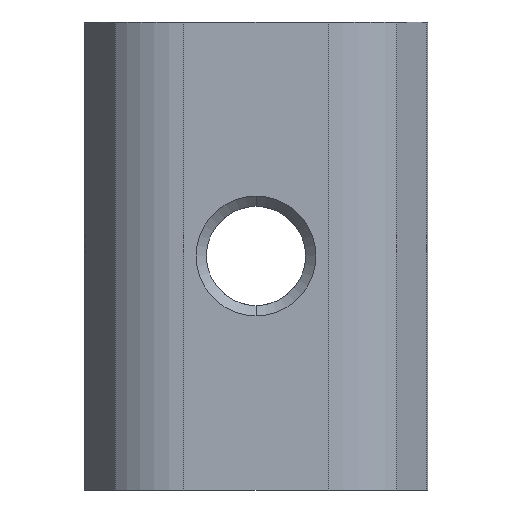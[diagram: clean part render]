
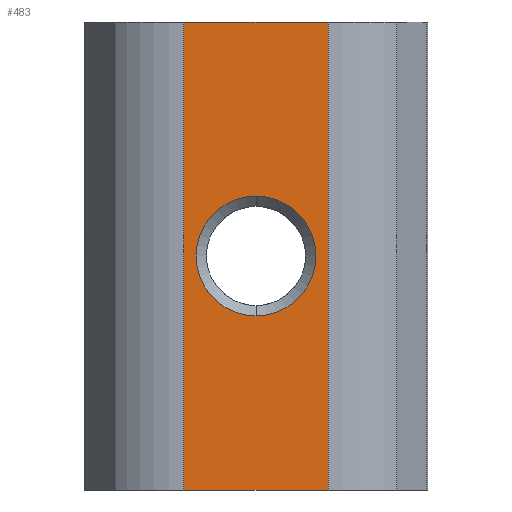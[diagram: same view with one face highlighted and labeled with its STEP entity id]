
A CAD part, front view. The second image highlights one B-rep face of the part: STEP entity #483.
In plain terms, the highlighted planar face has unit normal (0, -1, 0).
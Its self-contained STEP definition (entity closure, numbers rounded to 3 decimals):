
#4 = EDGE_CURVE ( 'NONE', #887, #290, #547, .T. ) ;
#35 = ORIENTED_EDGE ( 'NONE', *, *, #117, .F. ) ;
#59 = DIRECTION ( 'NONE',  ( 0., 0., 1. ) ) ;
#71 = FACE_BOUND ( 'NONE', #94, .T. ) ;
#72 = EDGE_CURVE ( 'NONE', #398, #759, #416, .T. ) ;
#84 = EDGE_CURVE ( 'NONE', #290, #812, #874, .T. ) ;
#87 = EDGE_CURVE ( 'NONE', #1101, #812, #1114, .T. ) ;
#94 = EDGE_LOOP ( 'NONE', ( #1048, #342 ) ) ;
#97 = DIRECTION ( 'NONE',  ( 0., 0., -1. ) ) ;
#117 = EDGE_CURVE ( 'NONE', #887, #1101, #1063, .T. ) ;
#143 = PLANE ( 'NONE',  #579 ) ;
#158 = VECTOR ( 'NONE', #458, 1000. ) ;
#215 = EDGE_CURVE ( 'NONE', #759, #398, #263, .T. ) ;
#238 = DIRECTION ( 'NONE',  ( -1., 0., 0. ) ) ;
#263 = CIRCLE ( 'NONE', #1096, 2.436 ) ;
#290 = VERTEX_POINT ( 'NONE', #553 ) ;
#316 = VECTOR ( 'NONE', #649, 1000. ) ;
#325 = CARTESIAN_POINT ( 'NONE',  ( 2.95, -5.2, -9.525 ) ) ;
#333 = VECTOR ( 'NONE', #661, 1000. ) ;
#342 = ORIENTED_EDGE ( 'NONE', *, *, #72, .T. ) ;
#364 = CARTESIAN_POINT ( 'NONE',  ( -2.95, -5.2, 9.525 ) ) ;
#398 = VERTEX_POINT ( 'NONE', #768 ) ;
#416 = CIRCLE ( 'NONE', #944, 2.436 ) ;
#458 = DIRECTION ( 'NONE',  ( 1., 0., 0. ) ) ;
#473 = DIRECTION ( 'NONE',  ( 0., 0., 1. ) ) ;
#483 = ADVANCED_FACE ( 'NONE', ( #71, #1029 ), #143, .F. ) ;
#522 = ORIENTED_EDGE ( 'NONE', *, *, #87, .F. ) ;
#531 = ORIENTED_EDGE ( 'NONE', *, *, #4, .T. ) ;
#547 = LINE ( 'NONE', #364, #316 ) ;
#553 = CARTESIAN_POINT ( 'NONE',  ( -2.95, -5.2, -9.525 ) ) ;
#557 = DIRECTION ( 'NONE',  ( 0., 1., 0. ) ) ;
#579 = AXIS2_PLACEMENT_3D ( 'NONE', #681, #774, #238 ) ;
#643 = CARTESIAN_POINT ( 'NONE',  ( 2.95, -5.2, 9.525 ) ) ;
#649 = DIRECTION ( 'NONE',  ( 0., 0., -1. ) ) ;
#661 = DIRECTION ( 'NONE',  ( 1., 0., 0. ) ) ;
#681 = CARTESIAN_POINT ( 'NONE',  ( -2.95, -5.2, 9.525 ) ) ;
#693 = DIRECTION ( 'NONE',  ( 0., 1., 0. ) ) ;
#736 = CARTESIAN_POINT ( 'NONE',  ( 0., -5.2, 0. ) ) ;
#743 = ORIENTED_EDGE ( 'NONE', *, *, #84, .T. ) ;
#744 = CARTESIAN_POINT ( 'NONE',  ( -2.95, -5.2, -9.525 ) ) ;
#746 = CARTESIAN_POINT ( 'NONE',  ( 2.95, -5.2, 9.525 ) ) ;
#759 = VERTEX_POINT ( 'NONE', #941 ) ;
#768 = CARTESIAN_POINT ( 'NONE',  ( 0., -5.2, 2.436 ) ) ;
#774 = DIRECTION ( 'NONE',  ( 0., 1., 0. ) ) ;
#784 = CARTESIAN_POINT ( 'NONE',  ( 0., -5.2, 0. ) ) ;
#812 = VERTEX_POINT ( 'NONE', #325 ) ;
#840 = VECTOR ( 'NONE', #97, 1000. ) ;
#874 = LINE ( 'NONE', #744, #158 ) ;
#887 = VERTEX_POINT ( 'NONE', #1074 ) ;
#941 = CARTESIAN_POINT ( 'NONE',  ( 0., -5.2, -2.436 ) ) ;
#944 = AXIS2_PLACEMENT_3D ( 'NONE', #736, #557, #473 ) ;
#973 = EDGE_LOOP ( 'NONE', ( #743, #522, #35, #531 ) ) ;
#1029 = FACE_OUTER_BOUND ( 'NONE', #973, .T. ) ;
#1045 = CARTESIAN_POINT ( 'NONE',  ( -2.95, -5.2, 9.525 ) ) ;
#1048 = ORIENTED_EDGE ( 'NONE', *, *, #215, .T. ) ;
#1063 = LINE ( 'NONE', #1045, #333 ) ;
#1074 = CARTESIAN_POINT ( 'NONE',  ( -2.95, -5.2, 9.525 ) ) ;
#1096 = AXIS2_PLACEMENT_3D ( 'NONE', #784, #693, #59 ) ;
#1101 = VERTEX_POINT ( 'NONE', #746 ) ;
#1114 = LINE ( 'NONE', #643, #840 ) ;
